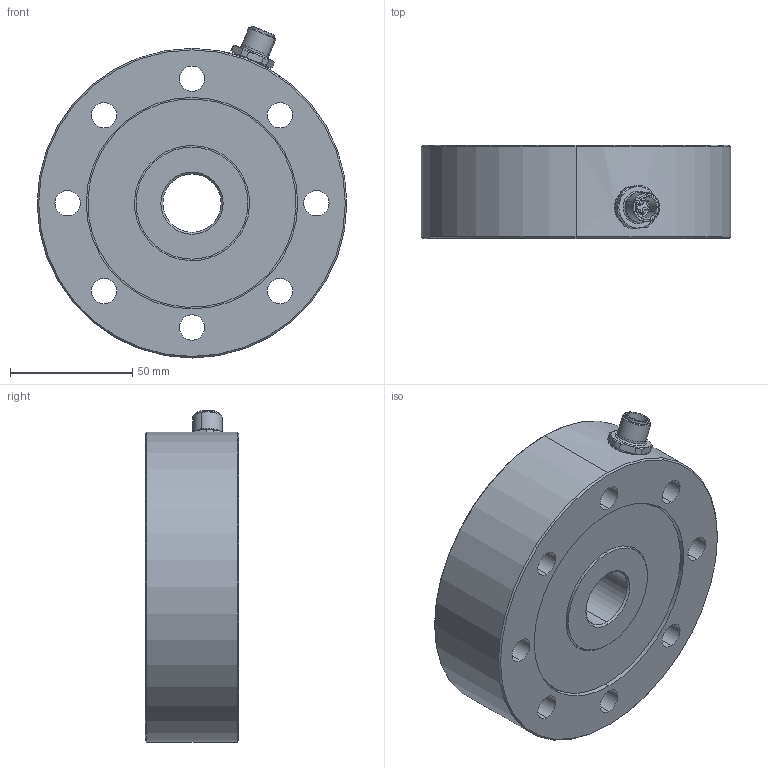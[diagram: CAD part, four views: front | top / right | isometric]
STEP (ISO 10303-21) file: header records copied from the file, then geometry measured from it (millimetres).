
FILE_DESCRIPTION (( 'STEP AP214' ), '1' );
FILE_NAME ('PM3-5K to 15K X1 (STEP).STEP', '2022-08-09T21:38:38', ( '' ), ( '' ), 'SwSTEP 2.0', 'SolidWorks 2021', '' );
FILE_SCHEMA (( 'AUTOMOTIVE_DESIGN' ));
Length unit declared in the file: inch
Products named in the file (1): PM3-5K to 15K X1 (STEP)
Bounding box: 126.49 x 38.1 x 135.59 mm (x, y, z)
Volume: 334538.8 mm3; surface area: 82492.6 mm2
Topology: 4 solids, 4 shells, 191 faces, 435 edges, 276 vertices
Faces by surface type: cylinder 96, plane 57, cone 24, torus 14
Entity records: 8302 total; most frequent: CARTESIAN_POINT 1234, DIRECTION 1023, ORIENTED_EDGE 870, EDGE_CURVE 435, AXIS2_PLACEMENT_3D 430, VERTEX_POINT 276, EDGE_LOOP 241, CIRCLE 238
